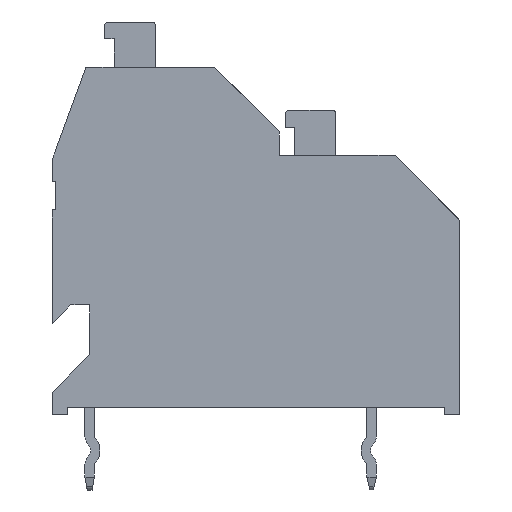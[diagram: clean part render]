
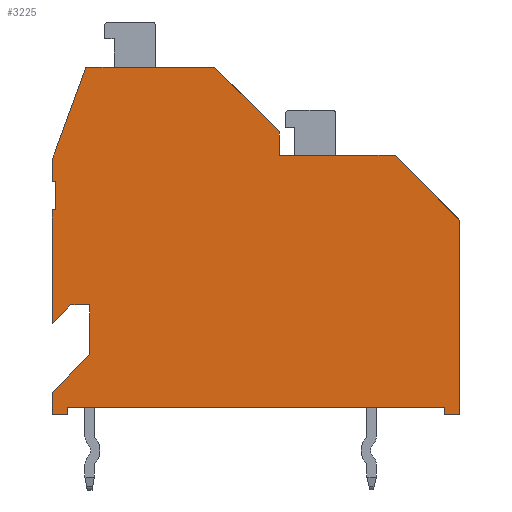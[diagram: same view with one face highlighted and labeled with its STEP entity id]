
A CAD part, front view. The second image highlights one B-rep face of the part: STEP entity #3225.
In plain terms, the highlighted planar face has unit normal (0, -1, 0).
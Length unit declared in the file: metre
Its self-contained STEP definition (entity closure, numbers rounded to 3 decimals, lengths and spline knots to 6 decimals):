
#3225 = ADVANCED_FACE( '', ( #7639 ), #7640, .T. );
#7639 = FACE_OUTER_BOUND( '', #10756, .T. );
#7640 = PLANE( '', #10757 );
#9025 = EDGE_CURVE( '', #12216, #12214, #12217, .T. );
#9088 = EDGE_CURVE( '', #12326, #12327, #12328, .T. );
#9526 = EDGE_CURVE( '', #13093, #13094, #13095, .T. );
#9537 = EDGE_CURVE( '', #13111, #13113, #13114, .T. );
#9626 = EDGE_CURVE( '', #13094, #13257, #13258, .T. );
#9656 = EDGE_CURVE( '', #13111, #13302, #13303, .T. );
#9687 = EDGE_CURVE( '', #13302, #13351, #13352, .T. );
#9762 = EDGE_CURVE( '', #12327, #13467, #13469, .T. );
#9854 = EDGE_CURVE( '', #13610, #13611, #13612, .T. );
#9947 = EDGE_CURVE( '', #13610, #13772, #13773, .T. );
#9971 = EDGE_CURVE( '', #13811, #13813, #13814, .T. );
#10099 = EDGE_CURVE( '', #13998, #12216, #13999, .T. );
#10115 = EDGE_CURVE( '', #14026, #13813, #14027, .T. );
#10180 = EDGE_CURVE( '', #13257, #14130, #14131, .T. );
#10276 = EDGE_CURVE( '', #14130, #13772, #14270, .T. );
#10328 = EDGE_CURVE( '', #12326, #13611, #14358, .T. );
#10496 = EDGE_CURVE( '', #14599, #14601, #14602, .T. );
#10509 = EDGE_CURVE( '', #13113, #14599, #14618, .T. );
#10560 = EDGE_CURVE( '', #13811, #14601, #14688, .T. );
#10655 = EDGE_CURVE( '', #13467, #13998, #14824, .T. );
#10712 = EDGE_CURVE( '', #12214, #14026, #14907, .T. );
#10734 = EDGE_CURVE( '', #13351, #13093, #14936, .T. );
#10756 = EDGE_LOOP( '', ( #14966, #14967, #14968, #14969, #14970, #14971, #14972, #14973, #14974, #14975, #14976, #14977, #14978, #14979, #14980, #14981, #14982, #14983, #14984, #14985, #14986, #14987 ) );
#10757 = AXIS2_PLACEMENT_3D( '', #14988, #14989, #14990 );
#12214 = VERTEX_POINT( '', #20433 );
#12216 = VERTEX_POINT( '', #20436 );
#12217 = LINE( '', #20437, #20438 );
#12326 = VERTEX_POINT( '', #20593 );
#12327 = VERTEX_POINT( '', #20594 );
#12328 = LINE( '', #20595, #20596 );
#13093 = VERTEX_POINT( '', #21725 );
#13094 = VERTEX_POINT( '', #21726 );
#13095 = LINE( '', #21727, #21728 );
#13111 = VERTEX_POINT( '', #21751 );
#13113 = VERTEX_POINT( '', #21754 );
#13114 = LINE( '', #21755, #21756 );
#13257 = VERTEX_POINT( '', #21966 );
#13258 = LINE( '', #21967, #21968 );
#13302 = VERTEX_POINT( '', #22034 );
#13303 = LINE( '', #22035, #22036 );
#13351 = VERTEX_POINT( '', #22103 );
#13352 = LINE( '', #22104, #22105 );
#13467 = VERTEX_POINT( '', #22277 );
#13469 = LINE( '', #22280, #22281 );
#13610 = VERTEX_POINT( '', #22485 );
#13611 = VERTEX_POINT( '', #22486 );
#13612 = LINE( '', #22487, #22488 );
#13772 = VERTEX_POINT( '', #22721 );
#13773 = LINE( '', #22722, #22723 );
#13811 = VERTEX_POINT( '', #22778 );
#13813 = VERTEX_POINT( '', #22781 );
#13814 = LINE( '', #22782, #22783 );
#13998 = VERTEX_POINT( '', #23068 );
#13999 = LINE( '', #23069, #23070 );
#14026 = VERTEX_POINT( '', #23109 );
#14027 = LINE( '', #23110, #23111 );
#14130 = VERTEX_POINT( '', #23263 );
#14131 = LINE( '', #23264, #23265 );
#14270 = LINE( '', #23476, #23477 );
#14358 = LINE( '', #23605, #23606 );
#14599 = VERTEX_POINT( '', #23968 );
#14601 = VERTEX_POINT( '', #23971 );
#14602 = LINE( '', #23972, #23973 );
#14618 = LINE( '', #23994, #23995 );
#14688 = LINE( '', #24095, #24096 );
#14824 = LINE( '', #24286, #24287 );
#14907 = LINE( '', #24405, #24406 );
#14936 = LINE( '', #24446, #24447 );
#14966 = ORIENTED_EDGE( '', *, *, #10655, .T. );
#14967 = ORIENTED_EDGE( '', *, *, #10099, .T. );
#14968 = ORIENTED_EDGE( '', *, *, #9025, .T. );
#14969 = ORIENTED_EDGE( '', *, *, #10712, .T. );
#14970 = ORIENTED_EDGE( '', *, *, #10115, .T. );
#14971 = ORIENTED_EDGE( '', *, *, #9971, .F. );
#14972 = ORIENTED_EDGE( '', *, *, #10560, .T. );
#14973 = ORIENTED_EDGE( '', *, *, #10496, .F. );
#14974 = ORIENTED_EDGE( '', *, *, #10509, .F. );
#14975 = ORIENTED_EDGE( '', *, *, #9537, .F. );
#14976 = ORIENTED_EDGE( '', *, *, #9656, .T. );
#14977 = ORIENTED_EDGE( '', *, *, #9687, .T. );
#14978 = ORIENTED_EDGE( '', *, *, #10734, .T. );
#14979 = ORIENTED_EDGE( '', *, *, #9526, .T. );
#14980 = ORIENTED_EDGE( '', *, *, #9626, .T. );
#14981 = ORIENTED_EDGE( '', *, *, #10180, .T. );
#14982 = ORIENTED_EDGE( '', *, *, #10276, .T. );
#14983 = ORIENTED_EDGE( '', *, *, #9947, .F. );
#14984 = ORIENTED_EDGE( '', *, *, #9854, .T. );
#14985 = ORIENTED_EDGE( '', *, *, #10328, .F. );
#14986 = ORIENTED_EDGE( '', *, *, #9088, .T. );
#14987 = ORIENTED_EDGE( '', *, *, #9762, .T. );
#14988 = CARTESIAN_POINT( '', ( -0.019818, -0.0162, -0.015345 ) );
#14989 = DIRECTION( '', ( 0., -1., 0. ) );
#14990 = DIRECTION( '', ( 0., 0., -1. ) );
#20433 = CARTESIAN_POINT( '', ( 0.00125, -0.0162, 0.0058 ) );
#20436 = CARTESIAN_POINT( '', ( 0.00125, -0.0162, 0.00455 ) );
#20437 = CARTESIAN_POINT( '', ( 0.00125, -0.0162, 0.0058 ) );
#20438 = VECTOR( '', #25941, 1. );
#20593 = CARTESIAN_POINT( '', ( 0.01005, -0.0162, -0.00925 ) );
#20594 = CARTESIAN_POINT( '', ( 0.01085, -0.0162, -0.00925 ) );
#20595 = CARTESIAN_POINT( '', ( 0.01085, -0.0162, -0.00925 ) );
#20596 = VECTOR( '', #26000, 1. );
#21725 = CARTESIAN_POINT( '', ( -0.00885, -0.0162, -0.0034 ) );
#21726 = CARTESIAN_POINT( '', ( -0.00885, -0.0162, -0.00605 ) );
#21727 = CARTESIAN_POINT( '', ( -0.00885, -0.0162, -0.0034 ) );
#21728 = VECTOR( '', #26443, 1. );
#21751 = CARTESIAN_POINT( '', ( -0.01085, -0.0162, 0.00165 ) );
#21754 = CARTESIAN_POINT( '', ( -0.01065, -0.0162, 0.00165 ) );
#21755 = CARTESIAN_POINT( '', ( -0.01065, -0.0162, 0.00165 ) );
#21756 = VECTOR( '', #26452, 1. );
#21966 = CARTESIAN_POINT( '', ( -0.01085, -0.0162, -0.00805 ) );
#21967 = CARTESIAN_POINT( '', ( -0.01085, -0.0162, -0.00805 ) );
#21968 = VECTOR( '', #26541, 1. );
#22034 = CARTESIAN_POINT( '', ( -0.01085, -0.0162, -0.0044 ) );
#22035 = CARTESIAN_POINT( '', ( -0.01085, -0.0162, -0.00925 ) );
#22036 = VECTOR( '', #26564, 1. );
#22103 = CARTESIAN_POINT( '', ( -0.00985, -0.0162, -0.0034 ) );
#22104 = CARTESIAN_POINT( '', ( -0.00985, -0.0162, -0.0034 ) );
#22105 = VECTOR( '', #26599, 1. );
#22277 = CARTESIAN_POINT( '', ( 0.01085, -0.0162, 0.0011 ) );
#22280 = CARTESIAN_POINT( '', ( 0.01085, -0.0162, 0.00925 ) );
#22281 = VECTOR( '', #26670, 1. );
#22485 = CARTESIAN_POINT( '', ( -0.01005, -0.0162, -0.00885 ) );
#22486 = CARTESIAN_POINT( '', ( 0.01005, -0.0162, -0.00885 ) );
#22487 = CARTESIAN_POINT( '', ( 0.013067, -0.0162, -0.00885 ) );
#22488 = VECTOR( '', #26755, 1. );
#22721 = CARTESIAN_POINT( '', ( -0.01005, -0.0162, -0.00925 ) );
#22722 = CARTESIAN_POINT( '', ( -0.01005, -0.0162, -0.010743 ) );
#22723 = VECTOR( '', #26865, 1. );
#22778 = CARTESIAN_POINT( '', ( -0.01085, -0.0162, 0.004305 ) );
#22781 = CARTESIAN_POINT( '', ( -0.00905, -0.0162, 0.00925 ) );
#22782 = CARTESIAN_POINT( '', ( -0.00905, -0.0162, 0.00925 ) );
#22783 = VECTOR( '', #26890, 1. );
#23068 = CARTESIAN_POINT( '', ( 0.0074, -0.0162, 0.00455 ) );
#23069 = CARTESIAN_POINT( '', ( 0.00125, -0.0162, 0.00455 ) );
#23070 = VECTOR( '', #27001, 1. );
#23109 = CARTESIAN_POINT( '', ( -0.0022, -0.0162, 0.00925 ) );
#23110 = CARTESIAN_POINT( '', ( -0.01085, -0.0162, 0.00925 ) );
#23111 = VECTOR( '', #27017, 1. );
#23263 = CARTESIAN_POINT( '', ( -0.01085, -0.0162, -0.00925 ) );
#23264 = CARTESIAN_POINT( '', ( -0.01085, -0.0162, -0.00925 ) );
#23265 = VECTOR( '', #27085, 1. );
#23476 = CARTESIAN_POINT( '', ( 0.01085, -0.0162, -0.00925 ) );
#23477 = VECTOR( '', #27170, 1. );
#23605 = CARTESIAN_POINT( '', ( 0.01005, -0.0162, -0.00885 ) );
#23606 = VECTOR( '', #27235, 1. );
#23968 = CARTESIAN_POINT( '', ( -0.01065, -0.0162, 0.00315 ) );
#23971 = CARTESIAN_POINT( '', ( -0.01085, -0.0162, 0.00315 ) );
#23972 = CARTESIAN_POINT( '', ( -0.011275, -0.0162, 0.00315 ) );
#23973 = VECTOR( '', #27376, 1. );
#23994 = CARTESIAN_POINT( '', ( -0.01065, -0.0162, 0.00315 ) );
#23995 = VECTOR( '', #27388, 1. );
#24095 = CARTESIAN_POINT( '', ( -0.01085, -0.0162, -0.00925 ) );
#24096 = VECTOR( '', #27437, 1. );
#24286 = CARTESIAN_POINT( '', ( 0.01085, -0.0162, 0.0011 ) );
#24287 = VECTOR( '', #27534, 1. );
#24405 = CARTESIAN_POINT( '', ( 0.00125, -0.0162, 0.0058 ) );
#24406 = VECTOR( '', #27585, 1. );
#24446 = CARTESIAN_POINT( '', ( -0.00985, -0.0162, -0.0034 ) );
#24447 = VECTOR( '', #27603, 1. );
#25941 = DIRECTION( '', ( 0., 0., 1. ) );
#26000 = DIRECTION( '', ( 1., 0., 0. ) );
#26443 = DIRECTION( '', ( 0., 0., -1. ) );
#26452 = DIRECTION( '', ( 1., 0., 0. ) );
#26541 = DIRECTION( '', ( -0.707, 0., -0.707 ) );
#26564 = DIRECTION( '', ( 0., 0., -1. ) );
#26599 = DIRECTION( '', ( 0.707, 0., 0.707 ) );
#26670 = DIRECTION( '', ( 0., 0., 1. ) );
#26755 = DIRECTION( '', ( 1., 0., 0. ) );
#26865 = DIRECTION( '', ( 0., 0., -1. ) );
#26890 = DIRECTION( '', ( 0.342, 0., 0.94 ) );
#27001 = DIRECTION( '', ( -1., 0., 0. ) );
#27017 = DIRECTION( '', ( -1., 0., 0. ) );
#27085 = DIRECTION( '', ( 0., 0., -1. ) );
#27170 = DIRECTION( '', ( 1., 0., 0. ) );
#27235 = DIRECTION( '', ( 0., 0., 1. ) );
#27376 = DIRECTION( '', ( -1., 0., 0. ) );
#27388 = DIRECTION( '', ( 0., 0., 1. ) );
#27437 = DIRECTION( '', ( 0., 0., -1. ) );
#27534 = DIRECTION( '', ( -0.707, 0., 0.707 ) );
#27585 = DIRECTION( '', ( -0.707, 0., 0.707 ) );
#27603 = DIRECTION( '', ( 1., 0., 0. ) );
